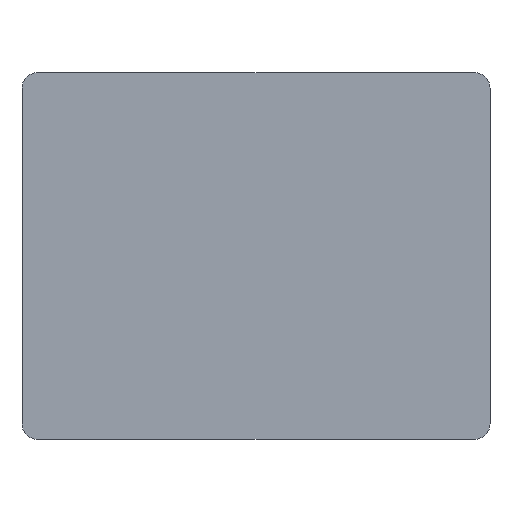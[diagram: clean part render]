
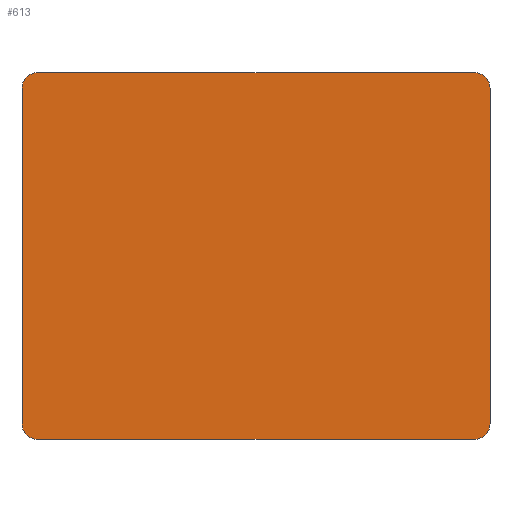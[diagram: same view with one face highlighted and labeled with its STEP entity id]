
A CAD part, front view. The second image highlights one B-rep face of the part: STEP entity #613.
In plain terms, the highlighted planar face has unit normal (0, -1, 0).
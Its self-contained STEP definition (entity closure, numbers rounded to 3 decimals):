
#3 = EDGE_CURVE ( 'NONE', #1124, #1261, #875, .T. ) ;
#46 = EDGE_CURVE ( 'NONE', #793, #142, #111, .T. ) ;
#55 = VERTEX_POINT ( 'NONE', #1131 ) ;
#56 = CARTESIAN_POINT ( 'NONE',  ( -30., 0., 21.5 ) ) ;
#90 = DIRECTION ( 'NONE',  ( -1., 0., 0. ) ) ;
#96 = CARTESIAN_POINT ( 'NONE',  ( -28., 0., 23.5 ) ) ;
#111 = CIRCLE ( 'NONE', #622, 2. ) ;
#120 = ORIENTED_EDGE ( 'NONE', *, *, #872, .F. ) ;
#134 = AXIS2_PLACEMENT_3D ( 'NONE', #172, #855, #1053 ) ;
#141 = DIRECTION ( 'NONE',  ( 0., -1., 0. ) ) ;
#142 = VERTEX_POINT ( 'NONE', #1122 ) ;
#151 = CIRCLE ( 'NONE', #555, 2. ) ;
#152 = CARTESIAN_POINT ( 'NONE',  ( 28., 0., 21.5 ) ) ;
#159 = DIRECTION ( 'NONE',  ( 0., -1., 0. ) ) ;
#163 = LINE ( 'NONE', #1252, #743 ) ;
#172 = CARTESIAN_POINT ( 'NONE',  ( 0., 0., 0. ) ) ;
#206 = CARTESIAN_POINT ( 'NONE',  ( -28., 0., -21.5 ) ) ;
#221 = DIRECTION ( 'NONE',  ( 0., 0., 1. ) ) ;
#285 = FACE_OUTER_BOUND ( 'NONE', #763, .T. ) ;
#289 = CARTESIAN_POINT ( 'NONE',  ( 28., 0., 23.5 ) ) ;
#299 = EDGE_CURVE ( 'NONE', #416, #937, #357, .T. ) ;
#308 = ORIENTED_EDGE ( 'NONE', *, *, #346, .F. ) ;
#336 = DIRECTION ( 'NONE',  ( 0., 0., -1. ) ) ;
#346 = EDGE_CURVE ( 'NONE', #416, #635, #417, .T. ) ;
#357 = CIRCLE ( 'NONE', #517, 2. ) ;
#416 = VERTEX_POINT ( 'NONE', #1074 ) ;
#417 = LINE ( 'NONE', #688, #1174 ) ;
#424 = EDGE_CURVE ( 'NONE', #55, #1261, #151, .T. ) ;
#445 = LINE ( 'NONE', #814, #903 ) ;
#486 = EDGE_CURVE ( 'NONE', #55, #142, #445, .T. ) ;
#498 = DIRECTION ( 'NONE',  ( 0., -1., 0. ) ) ;
#502 = EDGE_CURVE ( 'NONE', #1124, #635, #720, .T. ) ;
#505 = ORIENTED_EDGE ( 'NONE', *, *, #502, .T. ) ;
#512 = AXIS2_PLACEMENT_3D ( 'NONE', #525, #1204, #549 ) ;
#517 = AXIS2_PLACEMENT_3D ( 'NONE', #206, #498, #590 ) ;
#525 = CARTESIAN_POINT ( 'NONE',  ( -28., 0., 21.5 ) ) ;
#549 = DIRECTION ( 'NONE',  ( 0., 0., -1. ) ) ;
#555 = AXIS2_PLACEMENT_3D ( 'NONE', #152, #159, #1129 ) ;
#590 = DIRECTION ( 'NONE',  ( 0., 0., -1. ) ) ;
#613 = ADVANCED_FACE ( 'NONE', ( #285 ), #672, .T. ) ;
#622 = AXIS2_PLACEMENT_3D ( 'NONE', #908, #141, #812 ) ;
#635 = VERTEX_POINT ( 'NONE', #56 ) ;
#672 = PLANE ( 'NONE',  #134 ) ;
#688 = CARTESIAN_POINT ( 'NONE',  ( -30., 0., 23.5 ) ) ;
#720 = CIRCLE ( 'NONE', #512, 2. ) ;
#743 = VECTOR ( 'NONE', #90, 1000. ) ;
#761 = CARTESIAN_POINT ( 'NONE',  ( -28., 0., -23.5 ) ) ;
#763 = EDGE_LOOP ( 'NONE', ( #120, #1105, #1049, #840, #1093, #505, #308, #1146 ) ) ;
#793 = VERTEX_POINT ( 'NONE', #1112 ) ;
#812 = DIRECTION ( 'NONE',  ( 0., 0., -1. ) ) ;
#814 = CARTESIAN_POINT ( 'NONE',  ( 30., 0., 23.5 ) ) ;
#840 = ORIENTED_EDGE ( 'NONE', *, *, #424, .T. ) ;
#855 = DIRECTION ( 'NONE',  ( 0., -1., 0. ) ) ;
#872 = EDGE_CURVE ( 'NONE', #793, #937, #163, .T. ) ;
#875 = LINE ( 'NONE', #1076, #1236 ) ;
#893 = DIRECTION ( 'NONE',  ( 1., 0., 0. ) ) ;
#903 = VECTOR ( 'NONE', #336, 1000. ) ;
#908 = CARTESIAN_POINT ( 'NONE',  ( 28., 0., -21.5 ) ) ;
#937 = VERTEX_POINT ( 'NONE', #761 ) ;
#1049 = ORIENTED_EDGE ( 'NONE', *, *, #486, .F. ) ;
#1053 = DIRECTION ( 'NONE',  ( 0., 0., -1. ) ) ;
#1074 = CARTESIAN_POINT ( 'NONE',  ( -30., 0., -21.5 ) ) ;
#1076 = CARTESIAN_POINT ( 'NONE',  ( -30., 0., 23.5 ) ) ;
#1093 = ORIENTED_EDGE ( 'NONE', *, *, #3, .F. ) ;
#1105 = ORIENTED_EDGE ( 'NONE', *, *, #46, .T. ) ;
#1112 = CARTESIAN_POINT ( 'NONE',  ( 28., 0., -23.5 ) ) ;
#1122 = CARTESIAN_POINT ( 'NONE',  ( 30., 0., -21.5 ) ) ;
#1124 = VERTEX_POINT ( 'NONE', #96 ) ;
#1129 = DIRECTION ( 'NONE',  ( 0., 0., -1. ) ) ;
#1131 = CARTESIAN_POINT ( 'NONE',  ( 30., 0., 21.5 ) ) ;
#1146 = ORIENTED_EDGE ( 'NONE', *, *, #299, .T. ) ;
#1174 = VECTOR ( 'NONE', #221, 1000. ) ;
#1204 = DIRECTION ( 'NONE',  ( 0., -1., 0. ) ) ;
#1236 = VECTOR ( 'NONE', #893, 1000. ) ;
#1252 = CARTESIAN_POINT ( 'NONE',  ( -30., 0., -23.5 ) ) ;
#1261 = VERTEX_POINT ( 'NONE', #289 ) ;
